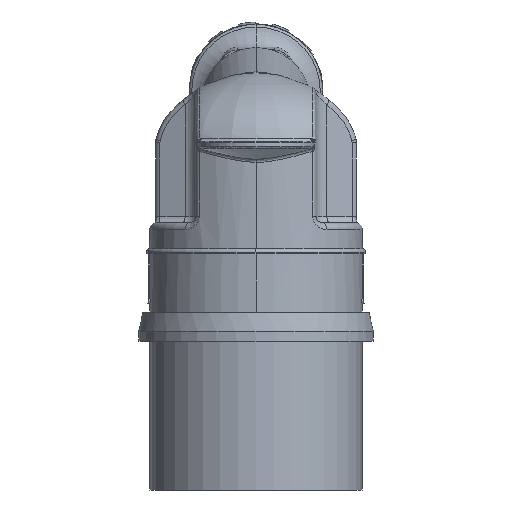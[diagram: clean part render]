
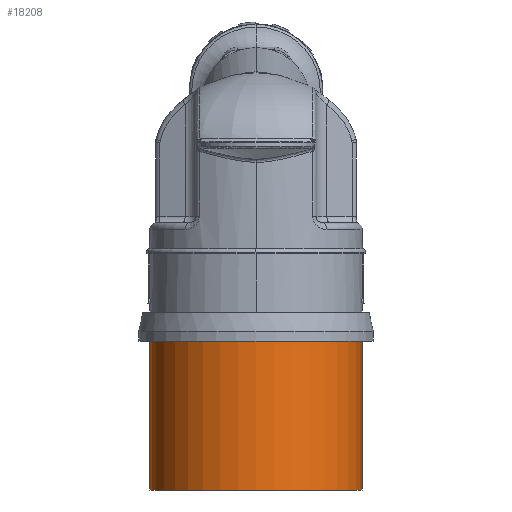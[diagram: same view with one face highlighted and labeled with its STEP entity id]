
A CAD part, front view. The second image highlights one B-rep face of the part: STEP entity #18208.
In plain terms, the highlighted cylindrical face has radius 31.85 mm (diameter 63.7 mm), a partial arc.
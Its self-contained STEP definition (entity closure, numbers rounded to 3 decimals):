
#13768=DIRECTION('',(0.,0.,-1.));
#13769=VECTOR('',#13768,44.7);
#13770=CARTESIAN_POINT('',(31.85,0.,44.7));
#13771=LINE('',#13770,#13769);
#13772=DIRECTION('',(0.,0.,-1.));
#13773=VECTOR('',#13772,44.7);
#13774=CARTESIAN_POINT('',(-31.85,0.,44.7));
#13775=LINE('',#13774,#13773);
#13776=CARTESIAN_POINT('',(0.,0.,44.7));
#13777=DIRECTION('',(0.,0.,-1.));
#13778=DIRECTION('',(1.,0.,0.));
#13779=AXIS2_PLACEMENT_3D('',#13776,#13777,#13778);
#13786=CARTESIAN_POINT('',(0.,0.,0.));
#13787=DIRECTION('',(0.,0.,-1.));
#13788=DIRECTION('',(1.,0.,0.));
#13789=AXIS2_PLACEMENT_3D('',#13786,#13787,#13788);
#15369=CARTESIAN_POINT('',(31.85,0.,44.7));
#15370=CARTESIAN_POINT('',(31.85,0.,0.));
#15371=VERTEX_POINT('',#15369);
#15372=VERTEX_POINT('',#15370);
#15377=CARTESIAN_POINT('',(-31.85,0.,44.7));
#15378=CARTESIAN_POINT('',(-31.85,0.,0.));
#15379=VERTEX_POINT('',#15377);
#15380=VERTEX_POINT('',#15378);
#18194=CARTESIAN_POINT('',(0.,0.,-2.663));
#18195=DIRECTION('',(0.,0.,1.));
#18196=DIRECTION('',(-1.,0.,0.));
#18197=AXIS2_PLACEMENT_3D('',#18194,#18195,#18196);
#18198=CYLINDRICAL_SURFACE('',#18197,31.85);
#18200=ORIENTED_EDGE('',*,*,#18199,.T.);
#18202=ORIENTED_EDGE('',*,*,#18201,.T.);
#18204=ORIENTED_EDGE('',*,*,#18203,.F.);
#18205=ORIENTED_EDGE('',*,*,#18187,.F.);
#18206=EDGE_LOOP('',(#18200,#18202,#18204,#18205));
#18207=FACE_OUTER_BOUND('',#18206,.F.);
#18208=ADVANCED_FACE('',(#18207),#18198,.T.);
#13780=CIRCLE('',#13779,31.85);
#13790=CIRCLE('',#13789,31.85);
#18187=EDGE_CURVE('',#15371,#15379,#13780,.T.);
#18199=EDGE_CURVE('',#15371,#15372,#13771,.T.);
#18201=EDGE_CURVE('',#15372,#15380,#13790,.T.);
#18203=EDGE_CURVE('',#15379,#15380,#13775,.T.);
